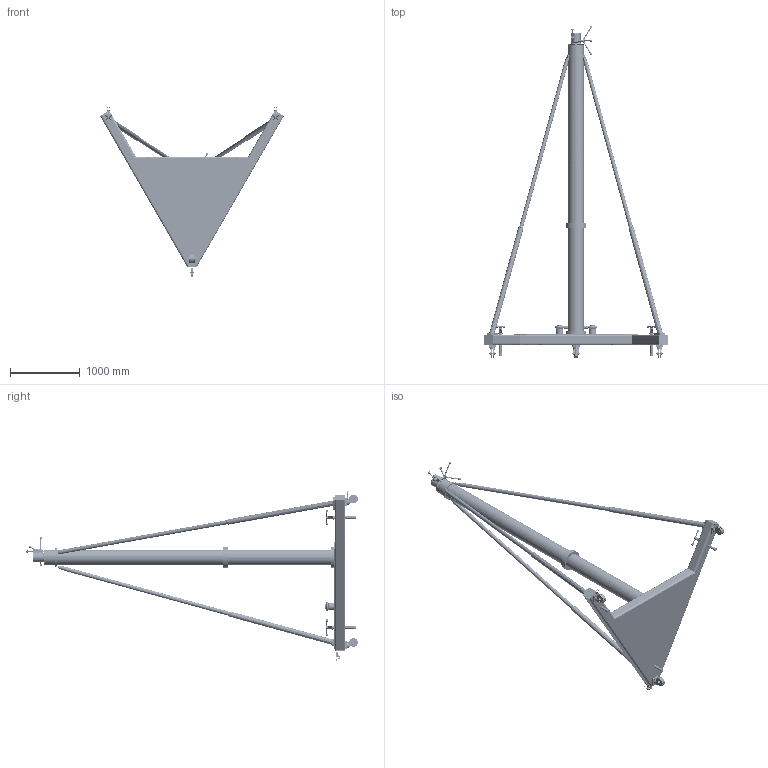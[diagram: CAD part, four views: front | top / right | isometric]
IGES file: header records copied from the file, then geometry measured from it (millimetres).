
Start section: SolidWorks IGES file using analytic representation for surfaces
Global section: file name: 20670_defeature.IGS; native system: SolidWorks 2019; preprocessor: SolidWorks 2019; author: estack; date: 200421.131316; units: inch
Bounding box: 2637.29 x 4761.59 x 2440.48 mm (x, y, z)
Surface area: 11826939.1 mm2 (no closed solid volume)
Topology: 0 solids, 0 shells, 2297 faces, 35919 edges, 35875 vertices
Faces by surface type: revolution 1279, bspline 1018
